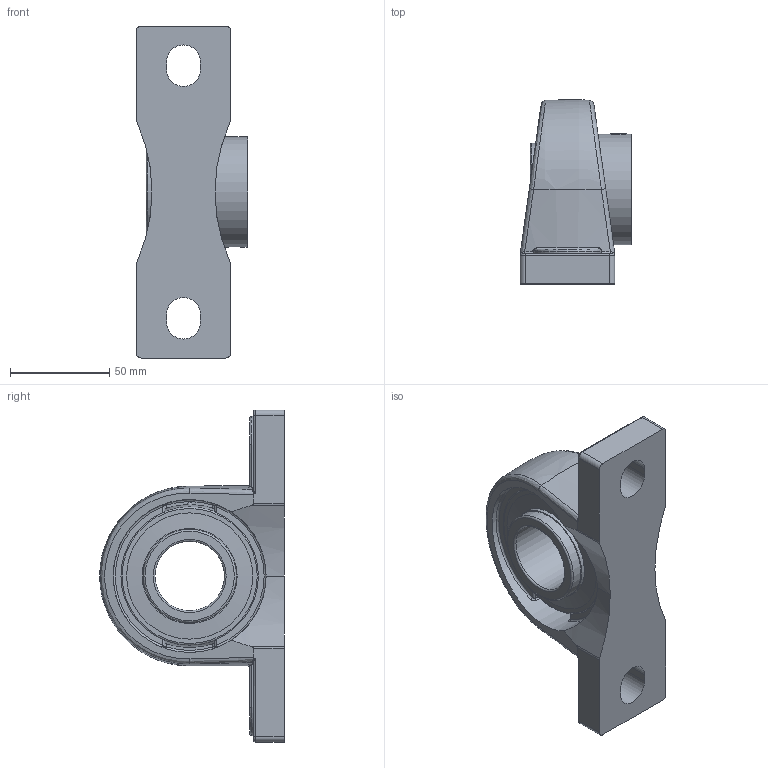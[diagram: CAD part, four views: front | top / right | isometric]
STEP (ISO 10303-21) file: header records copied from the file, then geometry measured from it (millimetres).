
FILE_DESCRIPTION(('HOOPS Exchange Step'),'2;1');
FILE_NAME('export-887FB1EE-C274-449B-AEDB-43B56B032762.stp','2020-05-21T08:03:35-07:00',('dkerr'),('Alibre'),'HOOPS Exchange 2020.0','Alibre','Unknown authorisation');
FILE_SCHEMA( ('AP242_MANAGED_MODEL_BASED_3D_ENGINEERING_MIM_LF {1 0 10303 442 1 1 4 }') );
Length unit declared in the file: inch
Products named in the file (8): MRN SPM 207 L4L; SHC 207 (Setscrew); SHC 207 (Ball bearing); SHC 207 (Shield); SHC 207-22 L4L (1.375inch) (Race); SHC 207-22 (Collar); MRN SHC 207-22 L4L (1.375inch); MRN SHCSPM 207-22 L4L (1.375inch)
Assembly tree (7 placements, depth 3):
  MRN SHCSPM 207-22 L4L (1.375inch)
    MRN SPM 207 L4L
    MRN SHC 207-22 L4L (1.375inch)
      SHC 207 (Setscrew)
      SHC 207 (Ball bearing)
      SHC 207 (Shield)
      SHC 207-22 L4L (1.375inch) (Race)
      SHC 207-22 (Collar)
Bounding box: 56.05 x 92.87 x 167 mm (x, y, z)
Volume: 241252.7 mm3; surface area: 78038.9 mm2
Topology: 16 solids, 16 shells, 198 faces, 523 edges, 335 vertices
Faces by surface type: cylinder 69, plane 53, torus 26, bspline 22, sphere 16, cone 12
Full cylindrical faces by diameter (mm): 7.925 x1, 7.938 x2, 34.925 x2, 44.196 x2, 46.736 x4, 47.752 x2, 55.6 x1, 62.484 x2, 63.5 x4, 76.912 x2, 80.35 x1
Entity records: 13253 total; most frequent: CARTESIAN_POINT 8188, DIRECTION 1063, ORIENTED_EDGE 992, EDGE_CURVE 496, AXIS2_PLACEMENT_3D 453, VERTEX_POINT 335, CIRCLE 234, EDGE_LOOP 221
